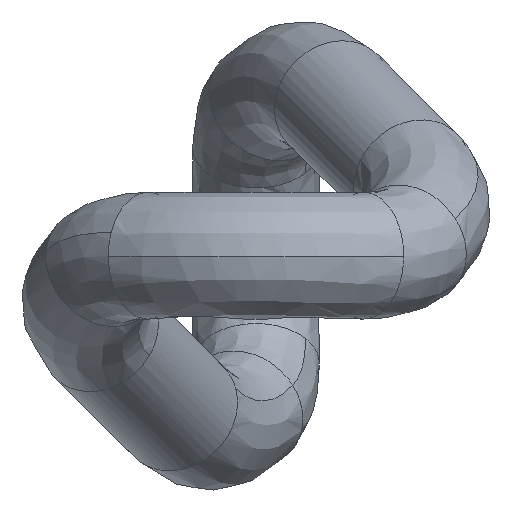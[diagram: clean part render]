
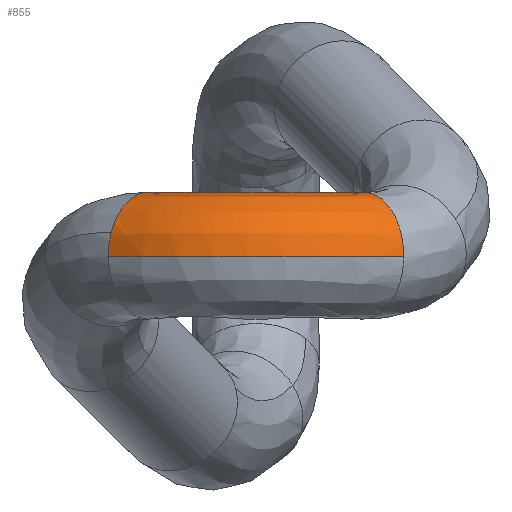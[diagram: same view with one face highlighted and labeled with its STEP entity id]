
A CAD part, left-side view. The second image highlights one B-rep face of the part: STEP entity #855.
In plain terms, the highlighted free-form (B-spline) face has degree [2, 2] with [3, 5] control points.
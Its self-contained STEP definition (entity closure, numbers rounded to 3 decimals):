
#669=CARTESIAN_POINT('',(0.889,2.562,1.5));
#670=VERTEX_POINT('',#669);
#684=CARTESIAN_POINT('',(0.889,-2.562,1.5));
#685=VERTEX_POINT('',#684);
#686=CARTESIAN_POINT('',(0.889,2.562,1.5));
#687=CARTESIAN_POINT('',(-1.187,0.,1.5));
#688=CARTESIAN_POINT('',(0.889,-2.562,1.5));
#696=(BOUNDED_CURVE()B_SPLINE_CURVE(2,(#686,#687,#688),.UNSPECIFIED.,.F.,.U.)B_SPLINE_CURVE_WITH_KNOTS((3,3),(-1.706,-0.294),.UNSPECIFIED.)CURVE()GEOMETRIC_REPRESENTATION_ITEM()RATIONAL_B_SPLINE_CURVE((0.899,0.698,0.899))REPRESENTATION_ITEM(''));
#697=EDGE_CURVE('',#670,#685,#696,.T.);
#729=CARTESIAN_POINT('',(-0.262,-3.494,-0.019));
#730=VERTEX_POINT('',#729);
#748=CARTESIAN_POINT('',(-0.262,3.494,-0.019));
#749=VERTEX_POINT('',#748);
#750=CARTESIAN_POINT('',(-0.262,3.494,-0.019));
#751=CARTESIAN_POINT('',(-3.094,0.,-0.019));
#752=CARTESIAN_POINT('',(-0.262,-3.494,-0.019));
#760=(BOUNDED_CURVE()B_SPLINE_CURVE(2,(#750,#751,#752),.UNSPECIFIED.,.F.,.U.)B_SPLINE_CURVE_WITH_KNOTS((3,3),(-1.706,-0.294),.UNSPECIFIED.)CURVE()GEOMETRIC_REPRESENTATION_ITEM()RATIONAL_B_SPLINE_CURVE((0.899,0.698,0.899))REPRESENTATION_ITEM(''));
#761=EDGE_CURVE('',#749,#730,#760,.T.);
#779=CARTESIAN_POINT('',(-0.036,3.755,-0.029));
#780=CARTESIAN_POINT('',(-3.488,0.,-0.029));
#781=CARTESIAN_POINT('',(-0.036,-3.755,-0.029));
#782=CARTESIAN_POINT('',(-0.036,3.756,-0.024));
#783=CARTESIAN_POINT('',(-3.488,0.,-0.024));
#784=CARTESIAN_POINT('',(-0.036,-3.756,-0.024));
#785=CARTESIAN_POINT('',(-0.05,3.768,1.481));
#786=CARTESIAN_POINT('',(-3.513,0.,1.481));
#787=CARTESIAN_POINT('',(-0.05,-3.768,1.481));
#788=CARTESIAN_POINT('',(1.058,2.75,1.5));
#789=CARTESIAN_POINT('',(-1.469,0.,1.5));
#790=CARTESIAN_POINT('',(1.058,-2.75,1.5));
#791=CARTESIAN_POINT('',(1.062,2.746,1.5));
#792=CARTESIAN_POINT('',(-1.462,0.,1.5));
#793=CARTESIAN_POINT('',(1.062,-2.746,1.5));
#801=(BOUNDED_SURFACE()B_SPLINE_SURFACE(2,2,((#779,#782,#785,#788,#791),(#780,#783,#786,#789,#792),(#781,#784,#787,#790,#793)),.UNSPECIFIED.,.F.,.F.,.U.)B_SPLINE_SURFACE_WITH_KNOTS((3,3),(3,1,1,3),(0.0,8.652),(0.0,0.012,2.498,2.51),.UNSPECIFIED.)GEOMETRIC_REPRESENTATION_ITEM()RATIONAL_B_SPLINE_SURFACE(((0.923,0.921,0.651,0.921,0.923),(0.679,0.678,0.479,0.678,0.679),(0.923,0.921,0.651,0.921,0.923)))REPRESENTATION_ITEM('')SURFACE());
#802=CARTESIAN_POINT('',(-0.179,3.427,0.552));
#803=VERTEX_POINT('',#802);
#804=CARTESIAN_POINT('',(-0.179,3.427,0.552));
#805=CARTESIAN_POINT('',(-0.12,3.38,0.741));
#806=CARTESIAN_POINT('',(-0.033,3.309,0.916));
#807=CARTESIAN_POINT('',(0.292,3.046,1.334));
#808=CARTESIAN_POINT('',(0.589,2.805,1.495));
#809=CARTESIAN_POINT('',(0.889,2.562,1.5));
#810=B_SPLINE_CURVE_WITH_KNOTS('',3,(#804,#805,#806,#807,#808,#809),.UNSPECIFIED.,.F.,.U.,(4,2,4),(0.56,0.625,0.748),.UNSPECIFIED.);
#811=EDGE_CURVE('',#803,#670,#810,.T.);
#812=ORIENTED_EDGE('',*,*,#811,.F.);
#813=CARTESIAN_POINT('',(-0.262,3.494,0.));
#814=VERTEX_POINT('',#813);
#815=CARTESIAN_POINT('',(-0.262,3.494,0.));
#816=CARTESIAN_POINT('',(-0.262,3.494,0.188));
#817=CARTESIAN_POINT('',(-0.233,3.471,0.376));
#818=CARTESIAN_POINT('',(-0.179,3.427,0.552));
#819=B_SPLINE_CURVE_WITH_KNOTS('',3,(#815,#816,#817,#818),.UNSPECIFIED.,.F.,.U.,(4,4),(0.5,0.56),.UNSPECIFIED.);
#820=EDGE_CURVE('',#814,#803,#819,.T.);
#821=ORIENTED_EDGE('',*,*,#820,.F.);
#822=CARTESIAN_POINT('',(-0.262,3.494,-0.019));
#823=CARTESIAN_POINT('',(-0.262,3.494,-0.013));
#824=CARTESIAN_POINT('',(-0.262,3.494,-0.006));
#825=CARTESIAN_POINT('',(-0.262,3.494,0.));
#826=B_SPLINE_CURVE_WITH_KNOTS('',3,(#822,#823,#824,#825),.UNSPECIFIED.,.F.,.U.,(4,4),(0.498,0.5),.UNSPECIFIED.);
#827=EDGE_CURVE('',#749,#814,#826,.T.);
#828=ORIENTED_EDGE('',*,*,#827,.F.);
#829=ORIENTED_EDGE('',*,*,#761,.T.);
#830=CARTESIAN_POINT('',(-0.262,-3.494,0.));
#831=VERTEX_POINT('',#830);
#832=CARTESIAN_POINT('',(-0.262,-3.494,-0.019));
#833=CARTESIAN_POINT('',(-0.262,-3.494,-0.013));
#834=CARTESIAN_POINT('',(-0.262,-3.494,-0.006));
#835=CARTESIAN_POINT('',(-0.262,-3.494,0.));
#836=B_SPLINE_CURVE_WITH_KNOTS('',3,(#832,#833,#834,#835),.UNSPECIFIED.,.F.,.U.,(4,4),(0.498,0.5),.UNSPECIFIED.);
#837=EDGE_CURVE('',#730,#831,#836,.T.);
#838=ORIENTED_EDGE('',*,*,#837,.T.);
#839=CARTESIAN_POINT('',(-0.262,-3.494,0.));
#840=CARTESIAN_POINT('',(-0.262,-3.494,0.196));
#841=CARTESIAN_POINT('',(-0.231,-3.47,0.393));
#842=CARTESIAN_POINT('',(-0.115,-3.375,0.755));
#843=CARTESIAN_POINT('',(-0.028,-3.305,0.922));
#844=CARTESIAN_POINT('',(0.187,-3.13,1.2));
#845=CARTESIAN_POINT('',(0.317,-3.026,1.311));
#846=CARTESIAN_POINT('',(0.594,-2.801,1.459));
#847=CARTESIAN_POINT('',(0.741,-2.682,1.497));
#848=CARTESIAN_POINT('',(0.889,-2.562,1.5));
#849=B_SPLINE_CURVE_WITH_KNOTS('',3,(#839,#840,#841,#842,#843,#844,#845,#846,#847,#848),.UNSPECIFIED.,.F.,.U.,(4,2,2,2,4),(0.5,0.563,0.625,0.688,0.748),.UNSPECIFIED.);
#850=EDGE_CURVE('',#831,#685,#849,.T.);
#851=ORIENTED_EDGE('',*,*,#850,.T.);
#852=ORIENTED_EDGE('',*,*,#697,.F.);
#853=EDGE_LOOP('',(#812,#821,#828,#829,#838,#851,#852));
#854=FACE_OUTER_BOUND('',#853,.T.);
#855=ADVANCED_FACE('',(#854),#801,.T.);
